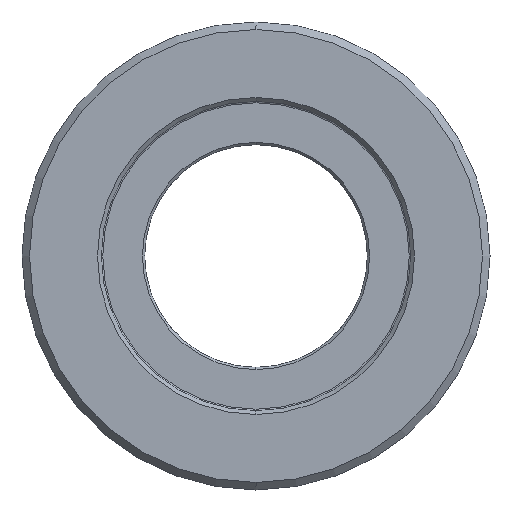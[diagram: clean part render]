
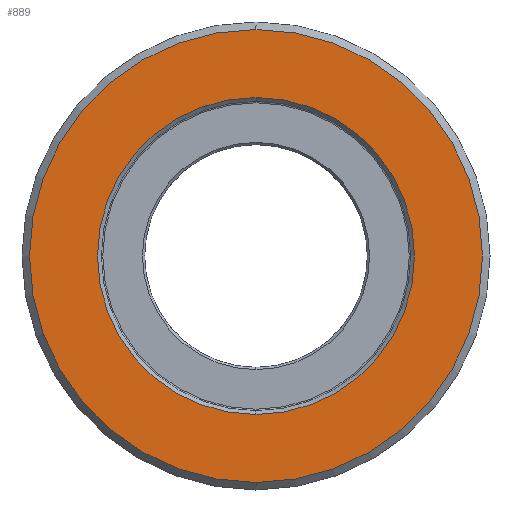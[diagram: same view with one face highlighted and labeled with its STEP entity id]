
A CAD part, left-side view. The second image highlights one B-rep face of the part: STEP entity #889.
In plain terms, the highlighted planar face has unit normal (-1, 0, 0).
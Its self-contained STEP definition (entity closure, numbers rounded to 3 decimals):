
#4 = AXIS2_PLACEMENT_3D ( 'NONE', #1332, #1188, #1466 ) ;
#33 = AXIS2_PLACEMENT_3D ( 'NONE', #79, #639, #618 ) ;
#50 = EDGE_CURVE ( 'NONE', #237, #967, #778, .T. ) ;
#67 = CARTESIAN_POINT ( 'NONE',  ( -2.111, 0., -30. ) ) ;
#79 = CARTESIAN_POINT ( 'NONE',  ( -2.111, 0., 0. ) ) ;
#133 = EDGE_LOOP ( 'NONE', ( #1674, #1048 ) ) ;
#137 = DIRECTION ( 'NONE',  ( 0., 0., -1. ) ) ;
#148 = CARTESIAN_POINT ( 'NONE',  ( -2.111, 0., 0. ) ) ;
#183 = ORIENTED_EDGE ( 'NONE', *, *, #1517, .T. ) ;
#237 = VERTEX_POINT ( 'NONE', #1620 ) ;
#257 = CARTESIAN_POINT ( 'NONE',  ( -2.111, 0., 0. ) ) ;
#299 = CARTESIAN_POINT ( 'NONE',  ( -2.111, 0., -31. ) ) ;
#406 = DIRECTION ( 'NONE',  ( -1., 0., 0. ) ) ;
#436 = DIRECTION ( 'NONE',  ( 0., 0., -1. ) ) ;
#448 = FACE_OUTER_BOUND ( 'NONE', #1621, .T. ) ;
#480 = AXIS2_PLACEMENT_3D ( 'NONE', #148, #1101, #137 ) ;
#577 = CARTESIAN_POINT ( 'NONE',  ( -2.111, 0., 30. ) ) ;
#618 = DIRECTION ( 'NONE',  ( 0., 0., -1. ) ) ;
#636 = VERTEX_POINT ( 'NONE', #67 ) ;
#639 = DIRECTION ( 'NONE',  ( 1., 0., 0. ) ) ;
#668 = DIRECTION ( 'NONE',  ( 0., 0., -1. ) ) ;
#677 = CIRCLE ( 'NONE', #1662, 30. ) ;
#699 = EDGE_CURVE ( 'NONE', #967, #237, #1147, .T. ) ;
#744 = ORIENTED_EDGE ( 'NONE', *, *, #1668, .T. ) ;
#778 = CIRCLE ( 'NONE', #33, 21. ) ;
#867 = VERTEX_POINT ( 'NONE', #577 ) ;
#889 = ADVANCED_FACE ( 'NONE', ( #1220, #448 ), #985, .F. ) ;
#919 = AXIS2_PLACEMENT_3D ( 'NONE', #299, #1360, #436 ) ;
#967 = VERTEX_POINT ( 'NONE', #1609 ) ;
#985 = PLANE ( 'NONE',  #919 ) ;
#1048 = ORIENTED_EDGE ( 'NONE', *, *, #699, .T. ) ;
#1101 = DIRECTION ( 'NONE',  ( -1., 0., 0. ) ) ;
#1147 = CIRCLE ( 'NONE', #4, 21. ) ;
#1188 = DIRECTION ( 'NONE',  ( 1., 0., 0. ) ) ;
#1220 = FACE_BOUND ( 'NONE', #133, .T. ) ;
#1263 = CIRCLE ( 'NONE', #480, 30. ) ;
#1332 = CARTESIAN_POINT ( 'NONE',  ( -2.111, 0., 0. ) ) ;
#1360 = DIRECTION ( 'NONE',  ( 1., 0., 0. ) ) ;
#1466 = DIRECTION ( 'NONE',  ( 0., 0., -1. ) ) ;
#1517 = EDGE_CURVE ( 'NONE', #636, #867, #1263, .T. ) ;
#1609 = CARTESIAN_POINT ( 'NONE',  ( -2.111, 0., -21. ) ) ;
#1620 = CARTESIAN_POINT ( 'NONE',  ( -2.111, 0., 21. ) ) ;
#1621 = EDGE_LOOP ( 'NONE', ( #183, #744 ) ) ;
#1662 = AXIS2_PLACEMENT_3D ( 'NONE', #257, #406, #668 ) ;
#1668 = EDGE_CURVE ( 'NONE', #867, #636, #677, .T. ) ;
#1674 = ORIENTED_EDGE ( 'NONE', *, *, #50, .T. ) ;
